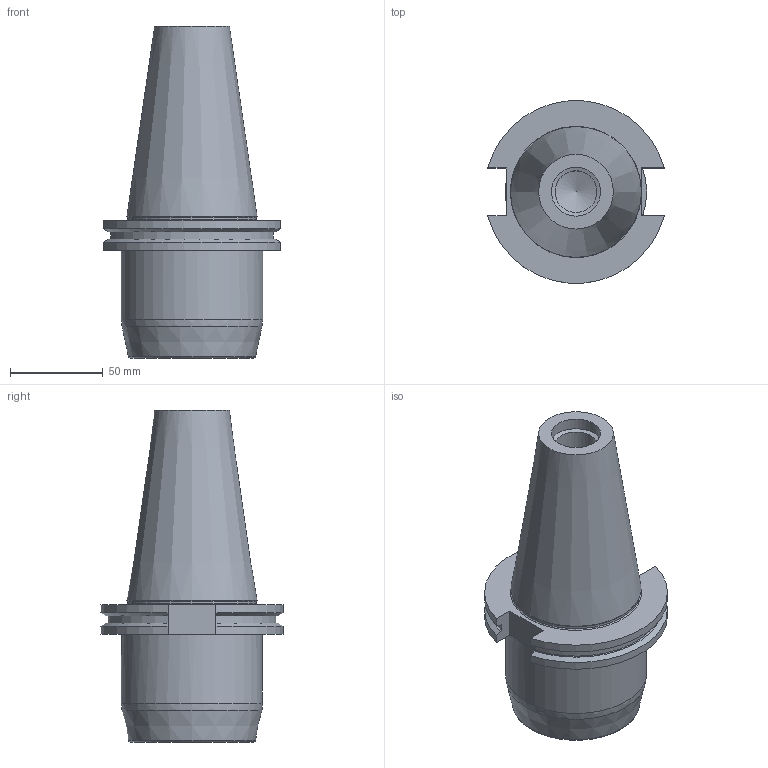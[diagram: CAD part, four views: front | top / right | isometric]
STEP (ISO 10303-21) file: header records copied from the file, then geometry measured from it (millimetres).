
FILE_DESCRIPTION(/* description */ (''),/* implementation_level */ '2;1');
FILE_NAME(/* name */ '6119_1_3d.stp',/* time_stamp */ '2017-03-31T11:10:02+02:00',/* author */ (''),/* organization */ ('SMS'),/* preprocessor_version */ 'ST-DEVELOPER v15',/* originating_system */ 'SIEMENS PLM Software NX 8.5',/* authorisation */ '');
FILE_SCHEMA (('AUTOMOTIVE_DESIGN { 1 0 10303 214 3 1 1 1 }'));
Length unit declared in the file: millimetre
Products named in the file (1): 6119_1_3D
Bounding box: 94.96 x 98.03 x 178.6 mm (x, y, z)
Volume: 594360.6 mm3; surface area: 53625.1 mm2
Topology: 1 solids, 1 shells, 39 faces, 100 edges, 63 vertices
Faces by surface type: plane 17, cylinder 10, cone 9, torus 2, bspline 1
Full cylindrical faces by diameter (mm): 22.5 x1, 26.375 x1, 69.4 x1, 76 x1
Entity records: 1163 total; most frequent: CARTESIAN_POINT 241, DIRECTION 191, ORIENTED_EDGE 166, EDGE_CURVE 83, AXIS2_PLACEMENT_3D 75, VERTEX_POINT 59, EDGE_LOOP 51, LINE 41
